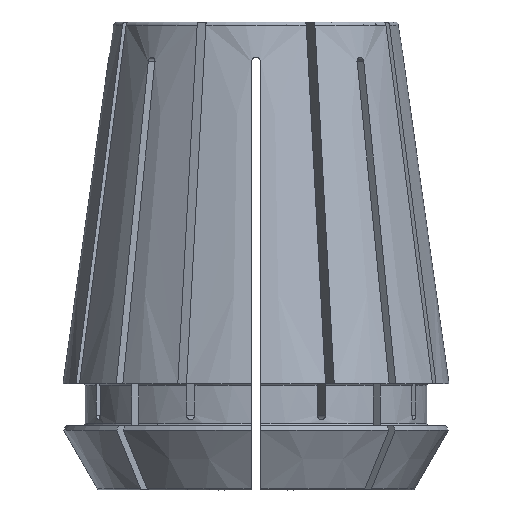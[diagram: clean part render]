
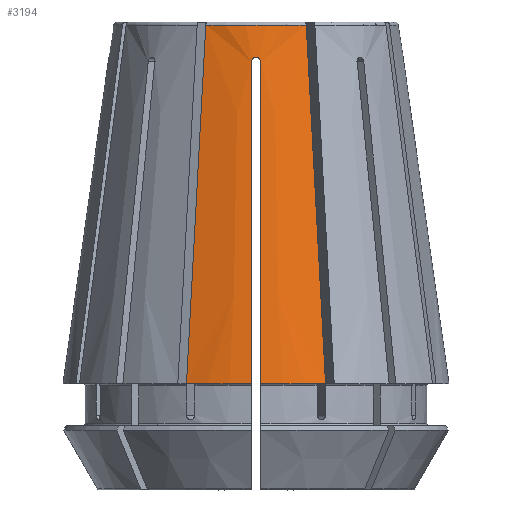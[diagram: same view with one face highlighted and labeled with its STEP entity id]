
A CAD part, front view. The second image highlights one B-rep face of the part: STEP entity #3194.
In plain terms, the highlighted conical face has half-angle 8 degrees and reference radius 16.5 mm.
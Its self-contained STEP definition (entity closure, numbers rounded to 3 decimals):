
#101=B_SPLINE_CURVE_WITH_KNOTS('',3,(#4535,#4536,#4537,#4538),
 .UNSPECIFIED.,.F.,.F.,(4,4),(0.,0.031),
 .UNSPECIFIED.);
#102=B_SPLINE_CURVE_WITH_KNOTS('',3,(#4543,#4544,#4545,#4546),
 .UNSPECIFIED.,.F.,.F.,(4,4),(0.,0.031),
 .UNSPECIFIED.);
#103=B_SPLINE_CURVE_WITH_KNOTS('',3,(#4550,#4551,#4552,#4553),
 .UNSPECIFIED.,.F.,.F.,(4,4),(0.02,0.048),
 .UNSPECIFIED.);
#104=B_SPLINE_CURVE_WITH_KNOTS('',3,(#4555,#4556,#4557,#4558,#4559),
 .UNSPECIFIED.,.F.,.F.,(4,1,4),(0.,0.001,
0.001),.UNSPECIFIED.);
#105=B_SPLINE_CURVE_WITH_KNOTS('',3,(#4561,#4562,#4563,#4564),
 .UNSPECIFIED.,.F.,.F.,(4,4),(0.02,0.048),
 .UNSPECIFIED.);
#309=CONICAL_SURFACE('',#3386,16.5,0.14);
#335=CIRCLE('',#3387,12.194);
#336=CIRCLE('',#3388,16.5);
#337=CIRCLE('',#3389,16.5);
#481=ORIENTED_EDGE('',*,*,#1537,.F.);
#482=ORIENTED_EDGE('',*,*,#1538,.F.);
#483=ORIENTED_EDGE('',*,*,#1539,.T.);
#484=ORIENTED_EDGE('',*,*,#1540,.T.);
#485=ORIENTED_EDGE('',*,*,#1541,.T.);
#486=ORIENTED_EDGE('',*,*,#1542,.T.);
#487=ORIENTED_EDGE('',*,*,#1543,.F.);
#488=ORIENTED_EDGE('',*,*,#1544,.T.);
#1537=EDGE_CURVE('',#2065,#2066,#101,.T.);
#1538=EDGE_CURVE('',#2067,#2065,#335,.T.);
#1539=EDGE_CURVE('',#2067,#2068,#102,.T.);
#1540=EDGE_CURVE('',#2068,#2069,#336,.T.);
#1541=EDGE_CURVE('',#2069,#2070,#103,.F.);
#1542=EDGE_CURVE('',#2070,#2071,#104,.T.);
#1543=EDGE_CURVE('',#2072,#2071,#105,.F.);
#1544=EDGE_CURVE('',#2072,#2066,#337,.T.);
#2065=VERTEX_POINT('',#4539);
#2066=VERTEX_POINT('',#4540);
#2067=VERTEX_POINT('',#4542);
#2068=VERTEX_POINT('',#4547);
#2069=VERTEX_POINT('',#4549);
#2070=VERTEX_POINT('',#4554);
#2071=VERTEX_POINT('',#4560);
#2072=VERTEX_POINT('',#4565);
#2766=EDGE_LOOP('',(#481,#482,#483,#484,#485,#486,#487,#488));
#2944=FACE_BOUND('',#2766,.T.);
#3194=ADVANCED_FACE('',(#2944),#309,.T.);
#3386=AXIS2_PLACEMENT_3D('',#4534,#3714,#3715);
#3387=AXIS2_PLACEMENT_3D('',#4541,#3716,#3717);
#3388=AXIS2_PLACEMENT_3D('',#4548,#3718,#3719);
#3389=AXIS2_PLACEMENT_3D('',#4566,#3720,#3721);
#3714=DIRECTION('',(0.,0.,-1.));
#3715=DIRECTION('',(-1.,0.,0.));
#3716=DIRECTION('',(0.,0.,1.));
#3717=DIRECTION('',(1.,0.,0.));
#3718=DIRECTION('',(0.,0.,1.));
#3719=DIRECTION('',(1.,0.,0.));
#3720=DIRECTION('',(0.,0.,1.));
#3721=DIRECTION('',(1.,0.,0.));
#4534=CARTESIAN_POINT('',(0.,0.,9.3));
#4535=CARTESIAN_POINT('',(4.294,-11.412,39.942));
#4536=CARTESIAN_POINT('',(4.844,-12.739,29.728));
#4537=CARTESIAN_POINT('',(5.393,-14.066,19.514));
#4538=CARTESIAN_POINT('',(5.943,-15.393,9.3));
#4539=CARTESIAN_POINT('',(4.294,-11.412,39.942));
#4540=CARTESIAN_POINT('',(5.943,-15.393,9.3));
#4541=CARTESIAN_POINT('',(0.,0.,39.942));
#4542=CARTESIAN_POINT('',(-4.294,-11.412,39.942));
#4543=CARTESIAN_POINT('',(-4.294,-11.412,39.942));
#4544=CARTESIAN_POINT('',(-4.844,-12.739,29.728));
#4545=CARTESIAN_POINT('',(-5.393,-14.066,19.514));
#4546=CARTESIAN_POINT('',(-5.943,-15.393,9.3));
#4547=CARTESIAN_POINT('',(-5.943,-15.393,9.3));
#4548=CARTESIAN_POINT('',(0.,0.,9.3));
#4549=CARTESIAN_POINT('',(-0.4,-16.495,9.3));
#4550=CARTESIAN_POINT('',(-0.4,-12.629,36.8));
#4551=CARTESIAN_POINT('',(-0.4,-13.918,27.633));
#4552=CARTESIAN_POINT('',(-0.4,-15.206,18.467));
#4553=CARTESIAN_POINT('',(-0.4,-16.495,9.3));
#4554=CARTESIAN_POINT('',(-0.4,-12.629,36.8));
#4555=CARTESIAN_POINT('',(-0.4,-12.629,36.8));
#4556=CARTESIAN_POINT('',(-0.4,-12.599,37.01));
#4557=CARTESIAN_POINT('',(0.,-12.559,37.39));
#4558=CARTESIAN_POINT('',(0.4,-12.599,37.01));
#4559=CARTESIAN_POINT('',(0.4,-12.629,36.8));
#4560=CARTESIAN_POINT('',(0.4,-12.629,36.8));
#4561=CARTESIAN_POINT('',(0.4,-12.629,36.8));
#4562=CARTESIAN_POINT('',(0.4,-13.918,27.633));
#4563=CARTESIAN_POINT('',(0.4,-15.206,18.467));
#4564=CARTESIAN_POINT('',(0.4,-16.495,9.3));
#4565=CARTESIAN_POINT('',(0.4,-16.495,9.3));
#4566=CARTESIAN_POINT('',(0.,0.,9.3));
